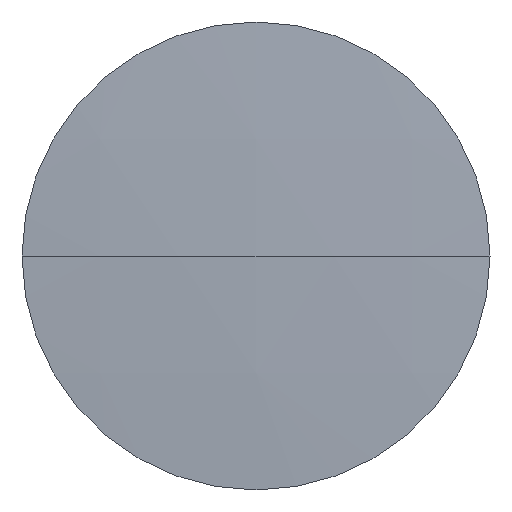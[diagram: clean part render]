
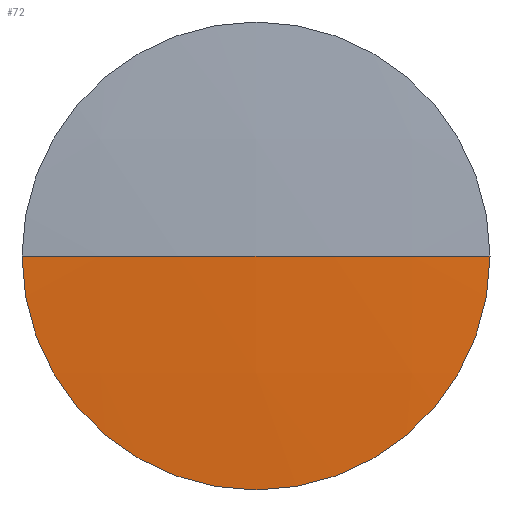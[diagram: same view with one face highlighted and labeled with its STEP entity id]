
A CAD part, left-side view. The second image highlights one B-rep face of the part: STEP entity #72.
In plain terms, the highlighted spherical face has radius 201.66 mm.
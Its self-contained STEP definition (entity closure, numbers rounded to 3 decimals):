
#2 = CARTESIAN_POINT ( 'NONE',  ( 85.459, 48.616, -12.7 ) ) ;
#29 = DIRECTION ( 'NONE',  ( 0., 1., 0. ) ) ;
#31 = EDGE_CURVE ( 'NONE', #328, #52, #111, .T. ) ;
#35 = FACE_OUTER_BOUND ( 'NONE', #163, .T. ) ;
#44 = ORIENTED_EDGE ( 'NONE', *, *, #273, .T. ) ;
#52 = VERTEX_POINT ( 'NONE', #2 ) ;
#57 = CIRCLE ( 'NONE', #228, 201.66 ) ;
#60 = AXIS2_PLACEMENT_3D ( 'NONE', #266, #139, #320 ) ;
#66 = DIRECTION ( 'NONE',  ( 0., 0., 1. ) ) ;
#72 = ADVANCED_FACE ( 'NONE', ( #35 ), #145, .T. ) ;
#105 = CARTESIAN_POINT ( 'NONE',  ( 286.718, 48.616, 0. ) ) ;
#111 = CIRCLE ( 'NONE', #193, 12.7 ) ;
#113 = CARTESIAN_POINT ( 'NONE',  ( 85.459, 61.316, 0. ) ) ;
#121 = CARTESIAN_POINT ( 'NONE',  ( 85.459, 35.916, 0. ) ) ;
#122 = DIRECTION ( 'NONE',  ( -1., 0., 0. ) ) ;
#135 = DIRECTION ( 'NONE',  ( 1., 0., 0. ) ) ;
#139 = DIRECTION ( 'NONE',  ( 0., 0., -1. ) ) ;
#142 = CARTESIAN_POINT ( 'NONE',  ( 85.058, 48.616, 0. ) ) ;
#145 = SPHERICAL_SURFACE ( 'NONE', #60, 201.66 ) ;
#159 = CARTESIAN_POINT ( 'NONE',  ( 85.459, 48.616, 0. ) ) ;
#163 = EDGE_LOOP ( 'NONE', ( #275, #44, #299, #210 ) ) ;
#182 = DIRECTION ( 'NONE',  ( 0., 0., -1. ) ) ;
#193 = AXIS2_PLACEMENT_3D ( 'NONE', #159, #265, #237 ) ;
#203 = CIRCLE ( 'NONE', #281, 12.7 ) ;
#205 = DIRECTION ( 'NONE',  ( 0., 0., 1. ) ) ;
#210 = ORIENTED_EDGE ( 'NONE', *, *, #338, .F. ) ;
#221 = VERTEX_POINT ( 'NONE', #142 ) ;
#228 = AXIS2_PLACEMENT_3D ( 'NONE', #339, #205, #135 ) ;
#237 = DIRECTION ( 'NONE',  ( 0., 0., 1. ) ) ;
#253 = VERTEX_POINT ( 'NONE', #121 ) ;
#263 = CIRCLE ( 'NONE', #303, 201.66 ) ;
#265 = DIRECTION ( 'NONE',  ( -1., 0., 0. ) ) ;
#266 = CARTESIAN_POINT ( 'NONE',  ( 286.718, 48.616, 0. ) ) ;
#272 = CARTESIAN_POINT ( 'NONE',  ( 85.459, 48.616, 0. ) ) ;
#273 = EDGE_CURVE ( 'NONE', #52, #253, #203, .T. ) ;
#275 = ORIENTED_EDGE ( 'NONE', *, *, #31, .T. ) ;
#281 = AXIS2_PLACEMENT_3D ( 'NONE', #272, #122, #66 ) ;
#299 = ORIENTED_EDGE ( 'NONE', *, *, #345, .T. ) ;
#303 = AXIS2_PLACEMENT_3D ( 'NONE', #105, #182, #29 ) ;
#320 = DIRECTION ( 'NONE',  ( 0., 1., 0. ) ) ;
#328 = VERTEX_POINT ( 'NONE', #113 ) ;
#338 = EDGE_CURVE ( 'NONE', #328, #221, #57, .T. ) ;
#339 = CARTESIAN_POINT ( 'NONE',  ( 286.718, 48.616, 0. ) ) ;
#345 = EDGE_CURVE ( 'NONE', #253, #221, #263, .T. ) ;
